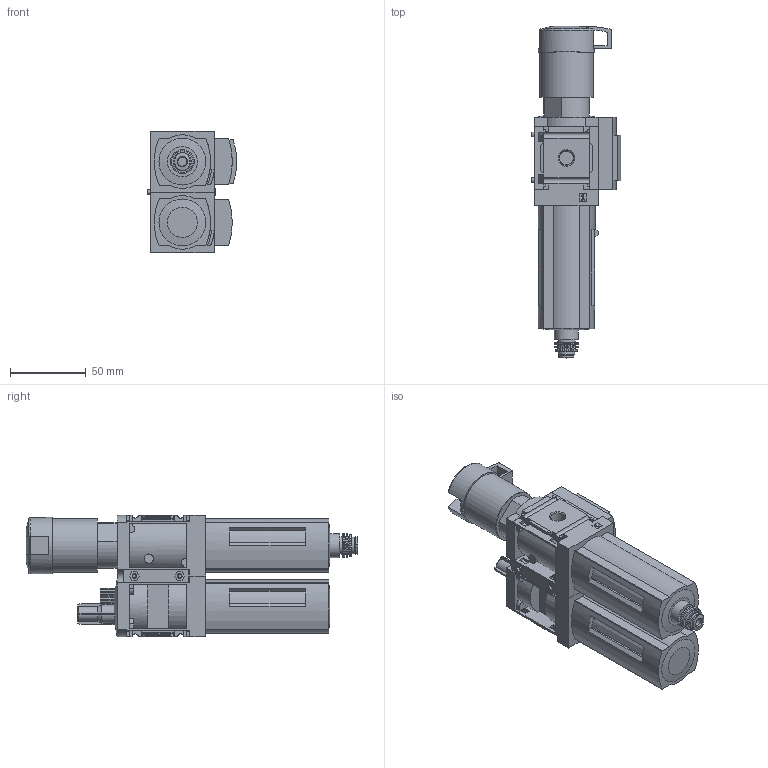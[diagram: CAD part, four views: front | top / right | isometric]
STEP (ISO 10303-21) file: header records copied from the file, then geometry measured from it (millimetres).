
FILE_DESCRIPTION(/* description */ ('STEP AP214'),/* implementation_level */ '2;1');
FILE_NAME(/* name */ '533965_MSB4N-1_8-FRC2_J6M1',/* time_stamp */ '2024-09-11T18:24:15+02:00',/* author */ ('License CC BY-ND 4.0'),/* organization */ ('CADENAS'),/* preprocessor_version */ 'ST-DEVELOPER v19.3',/* originating_system */ 'PARTsolutions',/* authorisation */ ' ');
FILE_SCHEMA (('AUTOMOTIVE_DESIGN {1 0 10303 214 3 1 1}'));
Length unit declared in the file: millimetre
Products named in the file (6): 533965 MSB4N-1/8-FRC2:J6M1; 527694 MS4N-LFR-1/8-D6-E-R-V-AS-1D; 526489 MS4-LFR-V; 527702 MS4N-LOE-1/8-R-1D; 8092760 MS4-MV-B---(42.7_high_m); 8116179 MS4-MV-B---(0_high_m)
Assembly tree (5 placements, depth 2):
  533965 MSB4N-1/8-FRC2:J6M1
    527694 MS4N-LFR-1/8-D6-E-R-V-AS-1D
    526489 MS4-LFR-V
    527702 MS4N-LOE-1/8-R-1D
    8092760 MS4-MV-B---(42.7_high_m)
    8116179 MS4-MV-B---(0_high_m)
Bounding box: 59.3 x 219.41 x 80.4 mm (x, y, z)
Volume: 449256.8 mm3; surface area: 71947.8 mm2
Topology: 5 solids, 5 shells, 799 faces, 2198 edges, 1445 vertices
Faces by surface type: plane 525, cylinder 205, cone 37, torus 30, sphere 2
Full cylindrical faces by diameter (mm): 2.459 x2, 2.55 x2, 3 x2, 3.2 x1, 3.5 x2, 5.6 x2, 6 x1, 6.1 x3, 11 x1, 11.4 x1, 11.6 x1, 11.8 x1, 15.8 x1, 35.2 x1, 37.2 x1
Entity records: 30786 total; most frequent: CARTESIAN_POINT 4845, ORIENTED_EDGE 4248, DIRECTION 4068, EDGE_CURVE 2124, LINE 1494, VECTOR 1494, VERTEX_POINT 1436, AXIS2_PLACEMENT_3D 1287
